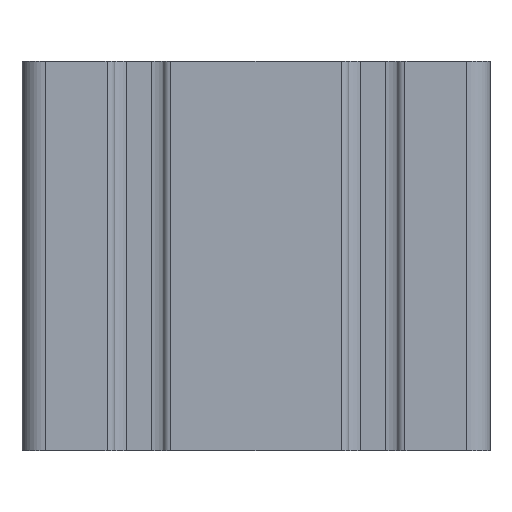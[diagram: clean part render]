
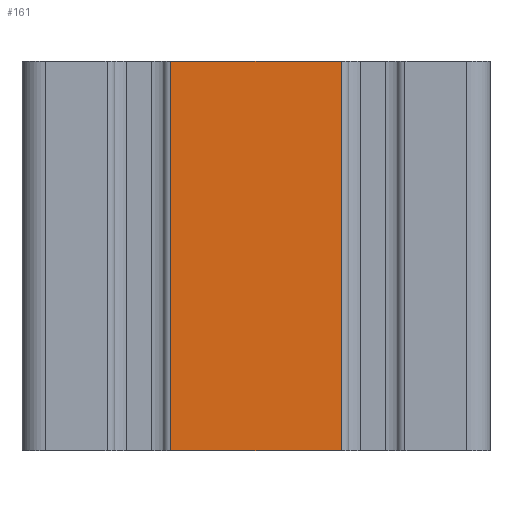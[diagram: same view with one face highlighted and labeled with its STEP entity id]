
A CAD part, front view. The second image highlights one B-rep face of the part: STEP entity #161.
In plain terms, the highlighted planar face has unit normal (0, -1, 0).
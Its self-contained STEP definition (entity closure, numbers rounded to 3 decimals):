
#148 = VECTOR ( 'NONE', #1001, 1000. ) ;
#161 = ADVANCED_FACE ( 'NONE', ( #1819 ), #5812, .F. ) ;
#629 = CARTESIAN_POINT ( 'NONE',  ( -10.9, -30., 25. ) ) ;
#809 = ORIENTED_EDGE ( 'NONE', *, *, #4292, .F. ) ;
#848 = EDGE_CURVE ( 'NONE', #3646, #2989, #1503, .T. ) ;
#1001 = DIRECTION ( 'NONE',  ( 1., 0., 0. ) ) ;
#1195 = LINE ( 'NONE', #629, #1426 ) ;
#1234 = CARTESIAN_POINT ( 'NONE',  ( -10.9, -30., 25. ) ) ;
#1297 = CARTESIAN_POINT ( 'NONE',  ( 10.9, -30., 25. ) ) ;
#1327 = EDGE_CURVE ( 'NONE', #3683, #5470, #1195, .T. ) ;
#1426 = VECTOR ( 'NONE', #5106, 1000. ) ;
#1442 = ORIENTED_EDGE ( 'NONE', *, *, #2951, .T. ) ;
#1503 = LINE ( 'NONE', #2516, #148 ) ;
#1819 = FACE_OUTER_BOUND ( 'NONE', #5926, .T. ) ;
#2248 = AXIS2_PLACEMENT_3D ( 'NONE', #1234, #3224, #6302 ) ;
#2358 = CARTESIAN_POINT ( 'NONE',  ( 10.9, -30., -25. ) ) ;
#2427 = ORIENTED_EDGE ( 'NONE', *, *, #1327, .F. ) ;
#2516 = CARTESIAN_POINT ( 'NONE',  ( -10.9, -30., -25. ) ) ;
#2589 = ORIENTED_EDGE ( 'NONE', *, *, #848, .T. ) ;
#2950 = CARTESIAN_POINT ( 'NONE',  ( 10.9, -30., 25. ) ) ;
#2951 = EDGE_CURVE ( 'NONE', #3683, #3646, #3861, .T. ) ;
#2989 = VERTEX_POINT ( 'NONE', #2358 ) ;
#3224 = DIRECTION ( 'NONE',  ( 0., 1., 0. ) ) ;
#3225 = LINE ( 'NONE', #1297, #6188 ) ;
#3256 = CARTESIAN_POINT ( 'NONE',  ( -10.9, -30., 25. ) ) ;
#3646 = VERTEX_POINT ( 'NONE', #5383 ) ;
#3683 = VERTEX_POINT ( 'NONE', #3256 ) ;
#3861 = LINE ( 'NONE', #4888, #4797 ) ;
#4292 = EDGE_CURVE ( 'NONE', #5470, #2989, #3225, .T. ) ;
#4797 = VECTOR ( 'NONE', #5923, 1000. ) ;
#4888 = CARTESIAN_POINT ( 'NONE',  ( -10.9, -30., 25. ) ) ;
#5106 = DIRECTION ( 'NONE',  ( 1., 0., 0. ) ) ;
#5383 = CARTESIAN_POINT ( 'NONE',  ( -10.9, -30., -25. ) ) ;
#5470 = VERTEX_POINT ( 'NONE', #2950 ) ;
#5812 = PLANE ( 'NONE',  #2248 ) ;
#5923 = DIRECTION ( 'NONE',  ( 0., 0., -1. ) ) ;
#5926 = EDGE_LOOP ( 'NONE', ( #2589, #809, #2427, #1442 ) ) ;
#6188 = VECTOR ( 'NONE', #6238, 1000. ) ;
#6238 = DIRECTION ( 'NONE',  ( 0., 0., -1. ) ) ;
#6302 = DIRECTION ( 'NONE',  ( 0., 0., 1. ) ) ;
